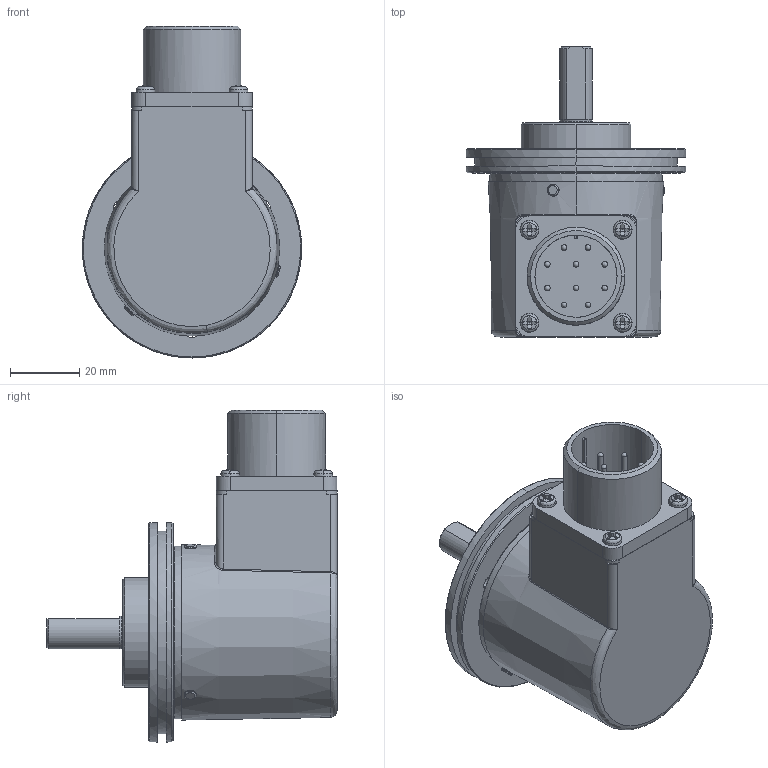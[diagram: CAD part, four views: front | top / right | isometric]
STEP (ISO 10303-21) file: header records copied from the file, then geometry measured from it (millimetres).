
FILE_DESCRIPTION (( 'STEP AP214' ), '1' );
FILE_NAME ('TRDA-25RN-_WD-MS.STEP', '2016-06-30T14:32:42', ( '' ), ( '' ), 'SwSTEP 2.0', 'SolidWorks 2016', '' );
FILE_SCHEMA (( 'AUTOMOTIVE_DESIGN' ));
Length unit declared in the file: millimetre
Products named in the file (3): ASSY_TRDA-25RN-VW-MS_SW0001_1_ASM; MANIFOLD_SOLID_BREP_18486; TRDA-25RN-_WD-MS
Assembly tree (2 placements, depth 3):
  TRDA-25RN-_WD-MS
    ASSY_TRDA-25RN-VW-MS_SW0001_1_ASM
      MANIFOLD_SOLID_BREP_18486
Bounding box: 63.5 x 84 x 96.15 mm (x, y, z)
Volume: 151854.4 mm3; surface area: 27000.4 mm2
Topology: 1 solids, 1 shells, 450 faces, 1280 edges, 863 vertices
Faces by surface type: plane 211, cylinder 117, cone 72, bspline 50
Entity records: 23407 total; most frequent: CARTESIAN_POINT 10288, ORIENTED_EDGE 2516, DIRECTION 1553, EDGE_CURVE 1258, VERTEX_POINT 870, B_SPLINE_CURVE_WITH_KNOTS 582, AXIS2_PLACEMENT_3D 578, EDGE_LOOP 516
